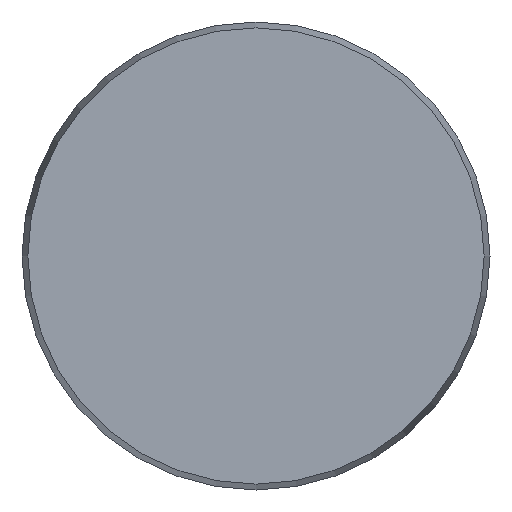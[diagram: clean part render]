
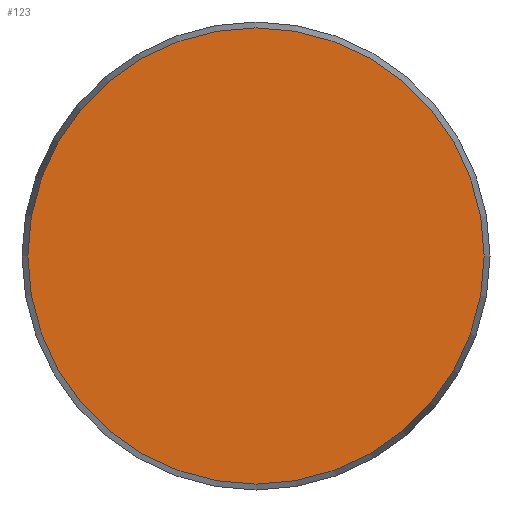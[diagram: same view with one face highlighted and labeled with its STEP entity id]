
A CAD part, front view. The second image highlights one B-rep face of the part: STEP entity #123.
In plain terms, the highlighted planar face has unit normal (0, -1, 0).
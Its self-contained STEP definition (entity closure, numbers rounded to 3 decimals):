
#123 = ADVANCED_FACE( '', ( #266 ), #267, .F. );
#266 = FACE_OUTER_BOUND( '', #455, .T. );
#267 = PLANE( '', #456 );
#455 = EDGE_LOOP( '', ( #724 ) );
#456 = AXIS2_PLACEMENT_3D( '', #725, #726, #727 );
#724 = ORIENTED_EDGE( '', *, *, #958, .T. );
#725 = CARTESIAN_POINT( '', ( 48.75, 0., 0. ) );
#726 = DIRECTION( '', ( 0., 1., 0. ) );
#727 = DIRECTION( '', ( 0., 0., 1. ) );
#958 = EDGE_CURVE( '', #1138, #1138, #1139, .T. );
#1138 = VERTEX_POINT( '', #1461 );
#1139 = CIRCLE( '', #1462, 48.75 );
#1461 = CARTESIAN_POINT( '', ( 0., 0., -48.75 ) );
#1462 = AXIS2_PLACEMENT_3D( '', #1632, #1633, #1634 );
#1632 = CARTESIAN_POINT( '', ( 0., 0., 0. ) );
#1633 = DIRECTION( '', ( 0., -1., 0. ) );
#1634 = DIRECTION( '', ( 0., 0., -1. ) );
